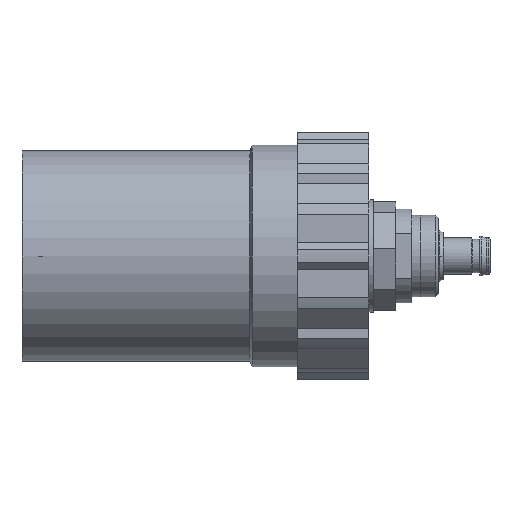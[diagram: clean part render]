
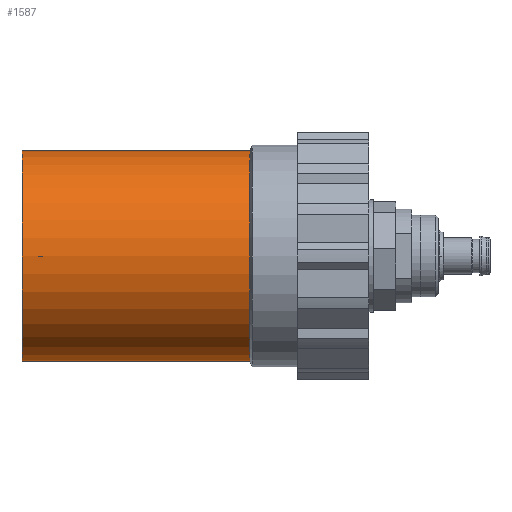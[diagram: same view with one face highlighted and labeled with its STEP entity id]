
A CAD part, left-side view. The second image highlights one B-rep face of the part: STEP entity #1587.
In plain terms, the highlighted cylindrical face has radius 17.8 mm (diameter 35.6 mm), a partial arc.
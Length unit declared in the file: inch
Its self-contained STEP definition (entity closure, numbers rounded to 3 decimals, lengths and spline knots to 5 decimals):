
#48 = DIRECTION ( 'NONE',  ( 0., 0., -1. ) ) ;
#197 = VERTEX_POINT ( 'NONE', #2145 ) ;
#249 = LINE ( 'NONE', #562, #411 ) ;
#411 = VECTOR ( 'NONE', #2536, 39.37008 ) ;
#428 = DIRECTION ( 'NONE',  ( 0., -1., 0. ) ) ;
#430 = EDGE_LOOP ( 'NONE', ( #3524, #2161, #1746, #728 ) ) ;
#478 = DIRECTION ( 'NONE',  ( 0., 0., -1. ) ) ;
#508 = DIRECTION ( 'NONE',  ( 0., -1., 0. ) ) ;
#529 = CARTESIAN_POINT ( 'NONE',  ( 0., 0.79307, 0.70079 ) ) ;
#562 = CARTESIAN_POINT ( 'NONE',  ( 0., 0.47244, -0.70079 ) ) ;
#724 = CARTESIAN_POINT ( 'NONE',  ( 0., 0.47244, 0.70079 ) ) ;
#728 = ORIENTED_EDGE ( 'NONE', *, *, #2914, .F. ) ;
#1187 = EDGE_CURVE ( 'NONE', #1863, #1611, #3006, .T. ) ;
#1587 = ADVANCED_FACE ( 'NONE', ( #2188 ), #3601, .T. ) ;
#1611 = VERTEX_POINT ( 'NONE', #529 ) ;
#1728 = CARTESIAN_POINT ( 'NONE',  ( 0., 2.30315, 0. ) ) ;
#1746 = ORIENTED_EDGE ( 'NONE', *, *, #2150, .T. ) ;
#1863 = VERTEX_POINT ( 'NONE', #3079 ) ;
#1908 = CARTESIAN_POINT ( 'NONE',  ( 0., 0.47244, 0. ) ) ;
#1964 = DIRECTION ( 'NONE',  ( 0., -1., 0. ) ) ;
#1983 = AXIS2_PLACEMENT_3D ( 'NONE', #2655, #2986, #478 ) ;
#2145 = CARTESIAN_POINT ( 'NONE',  ( 0., 2.30315, -0.70079 ) ) ;
#2150 = EDGE_CURVE ( 'NONE', #197, #3120, #249, .T. ) ;
#2161 = ORIENTED_EDGE ( 'NONE', *, *, #2271, .T. ) ;
#2188 = FACE_OUTER_BOUND ( 'NONE', #430, .T. ) ;
#2212 = CARTESIAN_POINT ( 'NONE',  ( 0., 0.79307, -0.70079 ) ) ;
#2271 = EDGE_CURVE ( 'NONE', #1863, #197, #3417, .T. ) ;
#2447 = CIRCLE ( 'NONE', #1983, 0.70079 ) ;
#2536 = DIRECTION ( 'NONE',  ( 0., -1., 0. ) ) ;
#2655 = CARTESIAN_POINT ( 'NONE',  ( 0., 0.79307, 0. ) ) ;
#2740 = DIRECTION ( 'NONE',  ( 0., 0., -1. ) ) ;
#2820 = AXIS2_PLACEMENT_3D ( 'NONE', #1908, #508, #2740 ) ;
#2914 = EDGE_CURVE ( 'NONE', #1611, #3120, #2447, .T. ) ;
#2986 = DIRECTION ( 'NONE',  ( 0., -1., 0. ) ) ;
#3006 = LINE ( 'NONE', #724, #3520 ) ;
#3079 = CARTESIAN_POINT ( 'NONE',  ( 0., 2.30315, 0.70079 ) ) ;
#3120 = VERTEX_POINT ( 'NONE', #2212 ) ;
#3175 = AXIS2_PLACEMENT_3D ( 'NONE', #1728, #1964, #48 ) ;
#3417 = CIRCLE ( 'NONE', #3175, 0.70079 ) ;
#3520 = VECTOR ( 'NONE', #428, 39.37008 ) ;
#3524 = ORIENTED_EDGE ( 'NONE', *, *, #1187, .F. ) ;
#3601 = CYLINDRICAL_SURFACE ( 'NONE', #2820, 0.70079 ) ;
